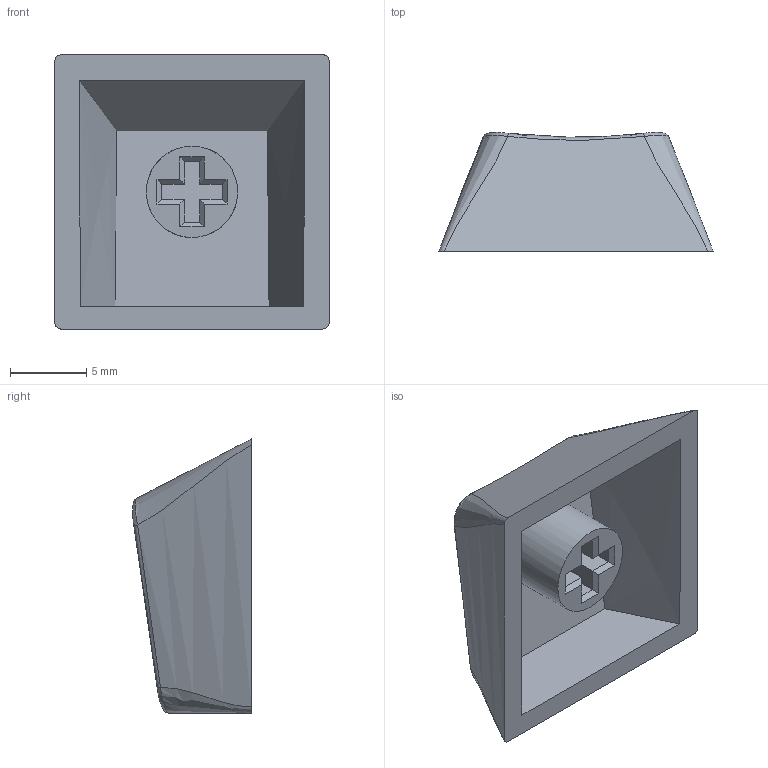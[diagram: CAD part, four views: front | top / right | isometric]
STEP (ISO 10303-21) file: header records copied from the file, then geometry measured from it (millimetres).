
FILE_DESCRIPTION(('CAx-IF Rec.Pracs.---Model Styling and Organization---1.5---2016-08-15','CAx-IF Rec.Pracs.---Geometric and Assembly Validation Properties---4.4---2016-08-17','CAx-IF Rec.Pracs.---User Defined Attributes---1.5---2016-08-15','CAx-IF Rec.Pracs.---External References---2.1---2005-01-19'),'2;1');
FILE_NAME('NUM 5_nohoming.stp','2020-02-20T17:07:18',('Unspecified'),('Unspecified'),'CAD Exchanger 3.7.1 (cadexchanger.com)','Unspecified','');
FILE_SCHEMA(('AUTOMOTIVE_DESIGN { 1 0 10303 214 1 1 1 1 }'));
Length unit declared in the file: millimetre
Products named in the file (1): NUM 5_nohoming
Bounding box: 18 x 7.8 x 18 mm (x, y, z)
Volume: 826.6 mm3; surface area: 1307.4 mm2
Topology: 1 solids, 1 shells, 51 faces, 134 edges, 89 vertices
Faces by surface type: plane 32, bspline 14, cylinder 3, offset 2
Full cylindrical faces by diameter (mm): 6 x1
Entity records: 4050 total; most frequent: CARTESIAN_POINT 2535, ORIENTED_EDGE 268, DIRECTION 154, EDGE_CURVE 134, VERTEX_POINT 89, LINE 68, VECTOR 68, B_SPLINE_CURVE_WITH_KNOTS 59
